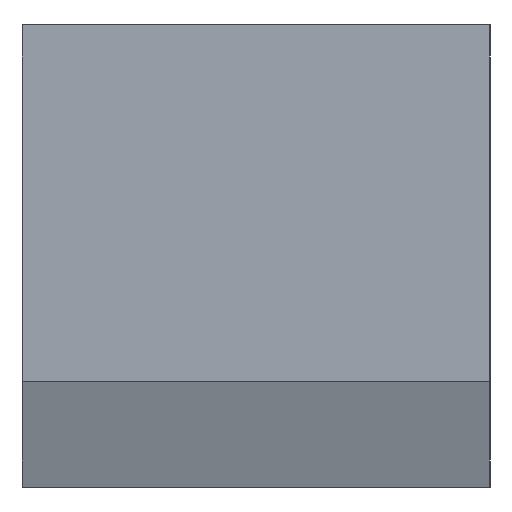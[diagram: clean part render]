
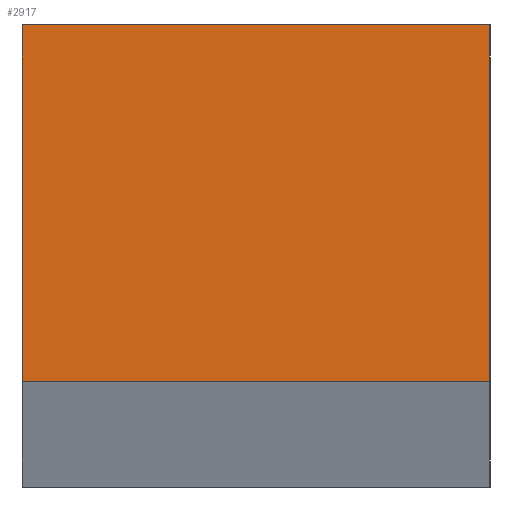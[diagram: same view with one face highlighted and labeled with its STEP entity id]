
A CAD part, left-side view. The second image highlights one B-rep face of the part: STEP entity #2917.
In plain terms, the highlighted planar face has unit normal (-1, 0, 0).
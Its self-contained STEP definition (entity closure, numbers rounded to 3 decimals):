
#2917=ADVANCED_FACE('NONE',(#7270),#7271,.F.);
#7270=FACE_OUTER_BOUND('',#13056,.T.);
#7271=PLANE('',#13057);
#13056=EDGE_LOOP('',(#25091,#25092,#25093,#25094));
#13057=AXIS2_PLACEMENT_3D('',#25095,#25096,#25097);
#25091=ORIENTED_EDGE('',*,*,#41929,.F.);
#25092=ORIENTED_EDGE('',*,*,#36640,.F.);
#25093=ORIENTED_EDGE('',*,*,#41930,.F.);
#25094=ORIENTED_EDGE('',*,*,#40481,.T.);
#25095=CARTESIAN_POINT('',(0.0,0.0,19.75));
#25096=DIRECTION('',(1.0,0.0,0.0));
#25097=DIRECTION('',(0.0,1.0,-0.0));
#36640=EDGE_CURVE('NONE',#44342,#44344,#44345,.T.);
#40481=EDGE_CURVE('NONE',#52025,#52023,#52026,.T.);
#41929=EDGE_CURVE('NONE',#44344,#52023,#53476,.T.);
#41930=EDGE_CURVE('NONE',#52025,#44342,#53477,.T.);
#44342=VERTEX_POINT('NONE',#55892);
#44344=VERTEX_POINT('NONE',#55895);
#44345=LINE('',#55896,#55897);
#52023=VERTEX_POINT('NONE',#67413);
#52025=VERTEX_POINT('NONE',#67416);
#52026=LINE('',#67417,#67418);
#53476=LINE('',#69833,#69834);
#53477=LINE('',#69835,#69836);
#55892=CARTESIAN_POINT('',(0.0,0.0,19.75));
#55895=CARTESIAN_POINT('',(0.0,0.0,4.5));
#55896=CARTESIAN_POINT('',(0.0,0.0,19.75));
#55897=VECTOR('',#73204,1000.0);
#67413=CARTESIAN_POINT('',(0.0,20.0,4.5));
#67416=CARTESIAN_POINT('',(0.0,20.0,19.75));
#67417=CARTESIAN_POINT('',(0.0,20.0,19.75));
#67418=VECTOR('',#77044,1000.0);
#69833=CARTESIAN_POINT('',(0.0,0.0,4.5));
#69834=VECTOR('',#78010,1000.0);
#69835=CARTESIAN_POINT('',(0.0,0.0,19.75));
#69836=VECTOR('',#78011,1000.0);
#73204=DIRECTION('',(-0.0,-0.0,-1.0));
#77044=DIRECTION('',(-0.0,-0.0,-1.0));
#78010=DIRECTION('',(0.0,1.0,0.0));
#78011=DIRECTION('',(-0.0,-1.0,-0.0));
